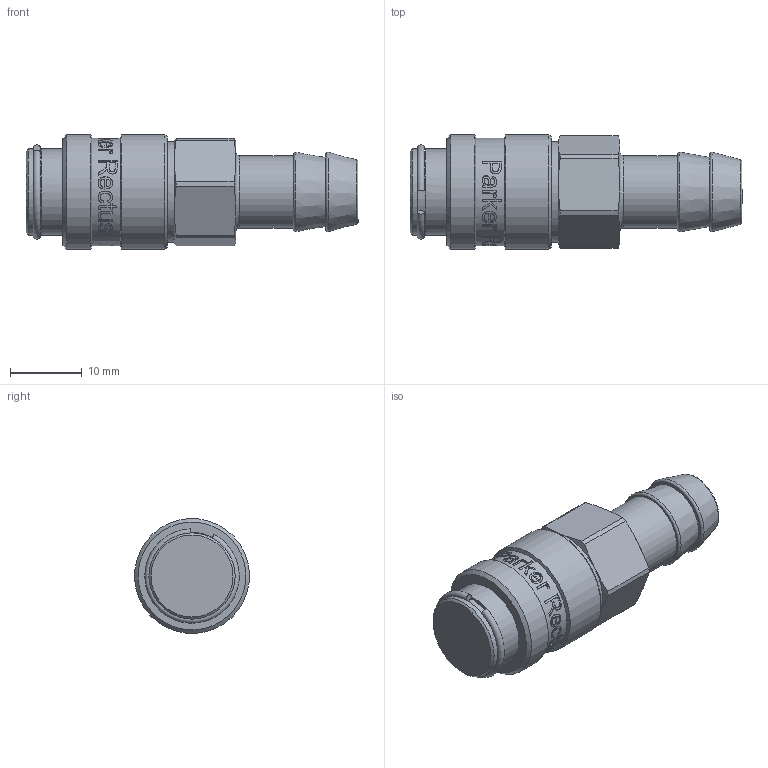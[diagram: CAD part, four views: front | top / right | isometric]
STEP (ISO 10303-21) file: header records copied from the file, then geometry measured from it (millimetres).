
FILE_DESCRIPTION((''),'2;1');
FILE_NAME('21KLTF10EVX.stp','2015-01-13T10:38:35',('SSC01480'),(''),'Autodesk Inventor 2013','Autodesk Inventor 2013','');
FILE_SCHEMA(('AUTOMOTIVE_DESIGN { 1 0 10303 214 1 1 1 1 }'));
Length unit declared in the file: millimetre
Products named in the file (1): D113134
Bounding box: 46.2 x 15.95 x 15.95 mm (x, y, z)
Volume: 5844 mm3; surface area: 4440.7 mm2
Topology: 1 solids, 4 shells, 357 faces, 906 edges, 598 vertices
Faces by surface type: bspline 138, plane 129, cylinder 51, cone 33, torus 6
Full cylindrical faces by diameter (mm): 9.5 x1, 10.05 x1, 10.45 x1, 11.2 x1, 11.3 x1, 11.5 x1, 12 x2, 12.15 x1, 12.75 x1, 13.8 x1, 14 x3, 14.6 x1, 15 x1, 16 x2
Entity records: 43912 total; most frequent: CARTESIAN_POINT 36227, ORIENTED_EDGE 1706, DIRECTION 1033, EDGE_CURVE 853, VERTEX_POINT 585, EDGE_LOOP 444, B_SPLINE_CURVE_WITH_KNOTS 380, AXIS2_PLACEMENT_3D 364
